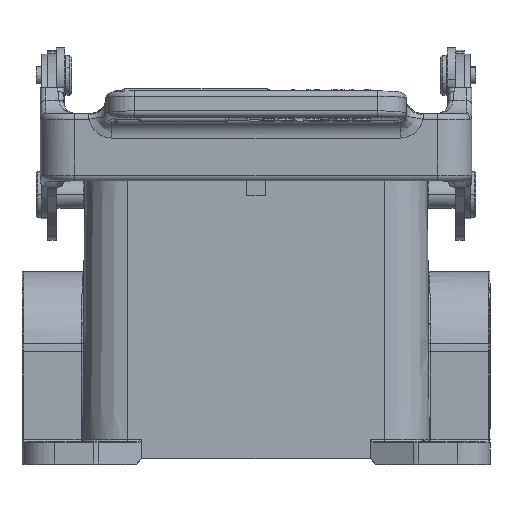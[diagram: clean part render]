
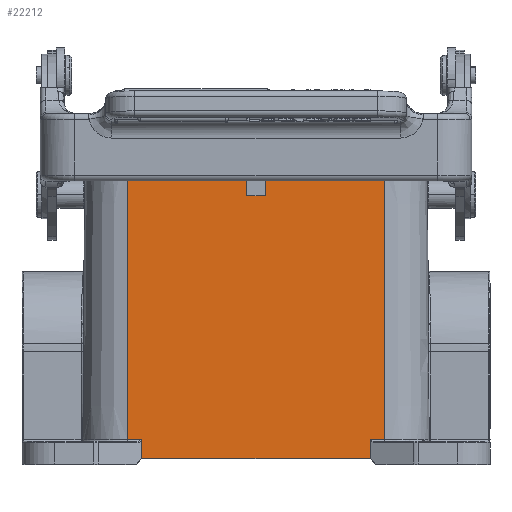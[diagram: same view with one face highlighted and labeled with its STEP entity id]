
A CAD part, top view. The second image highlights one B-rep face of the part: STEP entity #22212.
In plain terms, the highlighted planar face has unit normal (0, 0.009, 1).
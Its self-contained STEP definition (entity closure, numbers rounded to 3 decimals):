
#3641=DIRECTION('',(1.,0.,0.));
#3642=VECTOR('',#3641,39.998);
#3643=CARTESIAN_POINT('',(-19.999,1.,21.944));
#3644=LINE('',#3643,#3642);
#3720=DIRECTION('',(0.,-1.,0.009));
#3721=VECTOR('',#3720,3.238);
#3722=CARTESIAN_POINT('',(-20.,4.238,21.916));
#3723=LINE('',#3722,#3721);
#3731=DIRECTION('',(1.,0.,0.));
#3732=VECTOR('',#3731,20.9);
#3733=CARTESIAN_POINT('',(1.6,51.5,21.5));
#3734=LINE('',#3733,#3732);
#3735=DIRECTION('',(0.,-1.,0.009));
#3736=VECTOR('',#3735,47.204);
#3737=CARTESIAN_POINT('',(22.5,51.5,21.5));
#3738=LINE('',#3737,#3736);
#3739=CARTESIAN_POINT('',(20.,4.238,21.916));
#3740=CARTESIAN_POINT('',(20.,4.245,21.916));
#3741=CARTESIAN_POINT('',(20.,4.258,21.91));
#3742=CARTESIAN_POINT('',(20.,4.278,21.913));
#3743=CARTESIAN_POINT('',(20.,4.291,21.912));
#3744=CARTESIAN_POINT('',(20.,4.297,21.912));
#3746=DIRECTION('',(1.,0.,0.));
#3747=VECTOR('',#3746,2.5);
#3748=CARTESIAN_POINT('',(20.,4.297,21.912));
#3749=LINE('',#3748,#3747);
#6284=DIRECTION('',(-1.,0.,0.));
#6285=VECTOR('',#6284,20.9);
#6286=CARTESIAN_POINT('',(-1.6,51.5,21.5));
#6287=LINE('',#6286,#6285);
#6577=DIRECTION('',(0.,-1.,0.009));
#6578=VECTOR('',#6577,4.5);
#6579=CARTESIAN_POINT('',(1.6,51.5,21.5));
#6580=LINE('',#6579,#6578);
#6589=DIRECTION('',(-1.,0.,0.));
#6590=VECTOR('',#6589,3.2);
#6591=CARTESIAN_POINT('',(1.6,47.,21.539));
#6592=LINE('',#6591,#6590);
#6597=DIRECTION('',(0.,1.,-0.009));
#6598=VECTOR('',#6597,4.5);
#6599=CARTESIAN_POINT('',(-1.6,47.,21.539));
#6600=LINE('',#6599,#6598);
#6700=DIRECTION('',(0.,-1.,0.009));
#6701=VECTOR('',#6700,47.204);
#6702=CARTESIAN_POINT('',(-22.5,51.5,21.5));
#6703=LINE('',#6702,#6701);
#6736=DIRECTION('',(1.,0.,0.));
#6737=VECTOR('',#6736,2.5);
#6738=CARTESIAN_POINT('',(-22.5,4.297,21.912));
#6739=LINE('',#6738,#6737);
#6740=CARTESIAN_POINT('',(-20.,4.297,21.912));
#6741=CARTESIAN_POINT('',(-20.,4.291,21.912));
#6742=CARTESIAN_POINT('',(-20.,4.278,21.913));
#6743=CARTESIAN_POINT('',(-20.,4.258,21.91));
#6744=CARTESIAN_POINT('',(-20.,4.245,21.916));
#6745=CARTESIAN_POINT('',(-20.,4.238,21.916));
#7922=DIRECTION('',(0.,1.,-0.009));
#7923=VECTOR('',#7922,3.238);
#7924=CARTESIAN_POINT('',(19.999,1.,21.944));
#7925=LINE('',#7924,#7923);
#13325=CARTESIAN_POINT('',(22.5,51.5,21.5));
#13326=VERTEX_POINT('',#13325);
#13328=CARTESIAN_POINT('',(1.6,51.5,21.5));
#13330=VERTEX_POINT('',#13328);
#13342=CARTESIAN_POINT('',(22.5,4.297,21.912));
#13343=VERTEX_POINT('',#13342);
#13347=VERTEX_POINT('',#3739);
#13348=VERTEX_POINT('',#3744);
#13349=CARTESIAN_POINT('',(-19.999,1.,
21.944));
#13350=CARTESIAN_POINT('',(19.999,1.,21.944));
#13351=VERTEX_POINT('',#13349);
#13352=VERTEX_POINT('',#13350);
#13353=VERTEX_POINT('',#6740);
#13354=VERTEX_POINT('',#6745);
#13355=CARTESIAN_POINT('',(-1.6,51.5,21.5));
#13356=CARTESIAN_POINT('',(-22.5,51.5,21.5));
#13357=VERTEX_POINT('',#13355);
#13358=VERTEX_POINT('',#13356);
#13359=CARTESIAN_POINT('',(1.6,47.,21.539));
#13360=CARTESIAN_POINT('',(-1.6,47.,21.539));
#13361=VERTEX_POINT('',#13359);
#13362=VERTEX_POINT('',#13360);
#13934=CARTESIAN_POINT('',(-22.5,4.297,
21.912));
#13935=VERTEX_POINT('',#13934);
#22179=CARTESIAN_POINT('',(0.,26.25,
21.72));
#22180=DIRECTION('',(0.,0.009,1.));
#22181=DIRECTION('',(0.,-1.,0.009));
#22182=AXIS2_PLACEMENT_3D('',#22179,#22180,#22181);
#22183=PLANE('',#22182);
#22185=ORIENTED_EDGE('',*,*,#22184,.F.);
#22187=ORIENTED_EDGE('',*,*,#22186,.F.);
#22188=ORIENTED_EDGE('',*,*,#21982,.F.);
#22189=ORIENTED_EDGE('',*,*,#22171,.F.);
#22191=ORIENTED_EDGE('',*,*,#22190,.F.);
#22193=ORIENTED_EDGE('',*,*,#22192,.F.);
#22195=ORIENTED_EDGE('',*,*,#22194,.F.);
#22197=ORIENTED_EDGE('',*,*,#22196,.F.);
#22199=ORIENTED_EDGE('',*,*,#22198,.F.);
#22201=ORIENTED_EDGE('',*,*,#22200,.F.);
#22203=ORIENTED_EDGE('',*,*,#22202,.F.);
#22205=ORIENTED_EDGE('',*,*,#22204,.T.);
#22207=ORIENTED_EDGE('',*,*,#22206,.T.);
#22209=ORIENTED_EDGE('',*,*,#22208,.F.);
#22210=EDGE_LOOP('',(#22185,#22187,#22188,#22189,#22191,#22193,#22195,#22197,
#22199,#22201,#22203,#22205,#22207,#22209));
#22211=FACE_OUTER_BOUND('',#22210,.F.);
#3745=B_SPLINE_CURVE_WITH_KNOTS('',3,(#3739,#3740,#3741,#3742,#3743,#3744),
.UNSPECIFIED.,.F.,.F.,(4,1,1,4),(0.,0.333,0.667,1.),
.UNSPECIFIED.);
#6746=B_SPLINE_CURVE_WITH_KNOTS('',3,(#6740,#6741,#6742,#6743,#6744,#6745),
.UNSPECIFIED.,.F.,.F.,(4,1,1,4),(0.,0.333,0.667,1.),
.UNSPECIFIED.);
#21982=EDGE_CURVE('',#13351,#13352,#3644,.T.);
#22171=EDGE_CURVE('',#13354,#13351,#3723,.T.);
#22184=EDGE_CURVE('',#13347,#13348,#3745,.T.);
#22186=EDGE_CURVE('',#13352,#13347,#7925,.T.);
#22190=EDGE_CURVE('',#13353,#13354,#6746,.T.);
#22192=EDGE_CURVE('',#13935,#13353,#6739,.T.);
#22194=EDGE_CURVE('',#13358,#13935,#6703,.T.);
#22196=EDGE_CURVE('',#13357,#13358,#6287,.T.);
#22198=EDGE_CURVE('',#13362,#13357,#6600,.T.);
#22200=EDGE_CURVE('',#13361,#13362,#6592,.T.);
#22202=EDGE_CURVE('',#13330,#13361,#6580,.T.);
#22204=EDGE_CURVE('',#13330,#13326,#3734,.T.);
#22206=EDGE_CURVE('',#13326,#13343,#3738,.T.);
#22208=EDGE_CURVE('',#13348,#13343,#3749,.T.);
#22212=ADVANCED_FACE('',(#22211),#22183,.T.);
